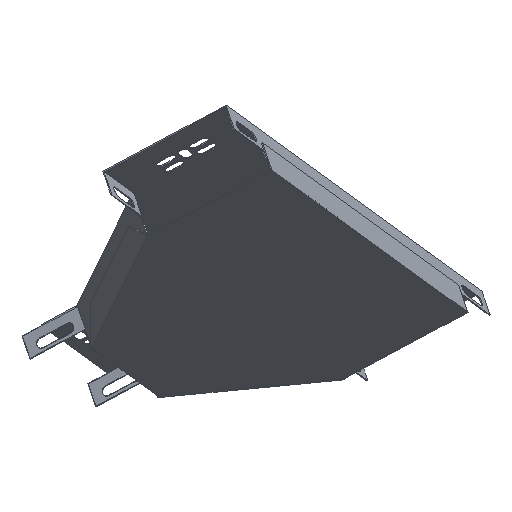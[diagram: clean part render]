
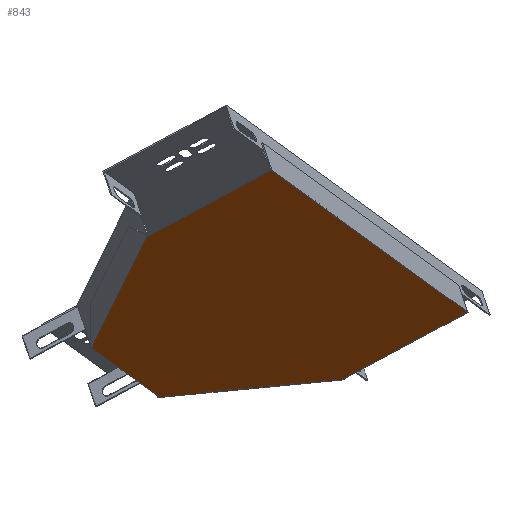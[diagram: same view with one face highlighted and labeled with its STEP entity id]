
A CAD part, front view. The second image highlights one B-rep face of the part: STEP entity #843.
In plain terms, the highlighted planar face has unit normal (0.283, -0.485, -0.827).
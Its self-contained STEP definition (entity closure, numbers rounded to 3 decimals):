
#45 = EDGE_CURVE ( 'NONE', #2972, #1159, #1222, .T. ) ;
#163 = LINE ( 'NONE', #2833, #169 ) ;
#169 = VECTOR ( 'NONE', #3033, 1000. ) ;
#170 = EDGE_CURVE ( 'NONE', #799, #3376, #895, .T. ) ;
#277 = CARTESIAN_POINT ( 'NONE',  ( 63.727, 328.741, 52.913 ) ) ;
#315 = DIRECTION ( 'NONE',  ( 0.845, -0.283, 0.455 ) ) ;
#338 = CARTESIAN_POINT ( 'NONE',  ( -66.199, 274.302, 40.434 ) ) ;
#397 = EDGE_CURVE ( 'NONE', #947, #4962, #163, .T. ) ;
#458 = CARTESIAN_POINT ( 'NONE',  ( -113.635, 191.264, 72.941 ) ) ;
#463 = DIRECTION ( 'NONE',  ( 0.276, -0.785, 0.555 ) ) ;
#763 = EDGE_CURVE ( 'NONE', #1159, #4308, #4358, .T. ) ;
#799 = VERTEX_POINT ( 'NONE', #3411 ) ;
#829 = CARTESIAN_POINT ( 'NONE',  ( -112.037, 190.915, 73.693 ) ) ;
#843 = ADVANCED_FACE ( 'NONE', ( #4201 ), #3203, .F. ) ;
#890 = VECTOR ( 'NONE', #315, 1000. ) ;
#895 = LINE ( 'NONE', #277, #890 ) ;
#931 = CARTESIAN_POINT ( 'NONE',  ( -73.611, 79.674, 152.109 ) ) ;
#932 = EDGE_CURVE ( 'NONE', #2678, #4308, #4016, .T. ) ;
#947 = VERTEX_POINT ( 'NONE', #2547 ) ;
#982 = EDGE_CURVE ( 'NONE', #2678, #3401, #3840, .T. ) ;
#999 = DIRECTION ( 'NONE',  ( 0.919, 0.385, 0.088 ) ) ;
#1067 = EDGE_CURVE ( 'NONE', #3401, #799, #3658, .T. ) ;
#1105 = EDGE_CURVE ( 'NONE', #947, #3376, #3583, .T. ) ;
#1142 = EDGE_CURVE ( 'NONE', #4587, #4962, #3493, .T. ) ;
#1159 = VERTEX_POINT ( 'NONE', #829 ) ;
#1211 = VECTOR ( 'NONE', #4225, 1000. ) ;
#1222 = LINE ( 'NONE', #4597, #1211 ) ;
#1230 = EDGE_CURVE ( 'NONE', #2972, #4587, #3323, .T. ) ;
#1281 = CARTESIAN_POINT ( 'NONE',  ( 149.529, 300.003, 99.115 ) ) ;
#1313 = CARTESIAN_POINT ( 'NONE',  ( 12.228, 50.23, 198.737 ) ) ;
#1329 = DIRECTION ( 'NONE',  ( 0.455, 0.827, -0.33 ) ) ;
#1489 = ORIENTED_EDGE ( 'NONE', *, *, #982, .T. ) ;
#1535 = DIRECTION ( 'NONE',  ( 0.276, -0.785, 0.555 ) ) ;
#1539 = CARTESIAN_POINT ( 'NONE',  ( 63.561, 329.212, 52.58 ) ) ;
#1692 = CARTESIAN_POINT ( 'NONE',  ( -74.346, 79.366, 152.038 ) ) ;
#1749 = EDGE_LOOP ( 'NONE', ( #3536, #3690, #1489, #2442, #4377, #5000, #1917, #3464, #2220, #4607 ) ) ;
#1832 = AXIS2_PLACEMENT_3D ( 'NONE', #3166, #3161, #3156 ) ;
#1917 = ORIENTED_EDGE ( 'NONE', *, *, #397, .T. ) ;
#2197 = DIRECTION ( 'NONE',  ( 0.919, 0.385, 0.088 ) ) ;
#2202 = CARTESIAN_POINT ( 'NONE',  ( -67.624, 274.966, 39.557 ) ) ;
#2220 = ORIENTED_EDGE ( 'NONE', *, *, #1230, .F. ) ;
#2442 = ORIENTED_EDGE ( 'NONE', *, *, #1067, .T. ) ;
#2500 = CARTESIAN_POINT ( 'NONE',  ( 63.341, 329.84, 52.136 ) ) ;
#2547 = CARTESIAN_POINT ( 'NONE',  ( 12.743, 51.166, 198.364 ) ) ;
#2567 = DIRECTION ( 'NONE',  ( 0.276, -0.785, 0.555 ) ) ;
#2569 = CARTESIAN_POINT ( 'NONE',  ( -66.364, 274.773, 40.101 ) ) ;
#2661 = CARTESIAN_POINT ( 'NONE',  ( -113.323, 190.376, 73.569 ) ) ;
#2678 = VERTEX_POINT ( 'NONE', #3327 ) ;
#2833 = CARTESIAN_POINT ( 'NONE',  ( 12.067, 51.393, 198. ) ) ;
#2972 = VERTEX_POINT ( 'NONE', #2661 ) ;
#3033 = DIRECTION ( 'NONE',  ( -0.845, 0.283, -0.455 ) ) ;
#3156 = DIRECTION ( 'NONE',  ( -0.455, -0.827, 0.33 ) ) ;
#3161 = DIRECTION ( 'NONE',  ( -0.283, 0.485, 0.827 ) ) ;
#3166 = CARTESIAN_POINT ( 'NONE',  ( -131.681, 246.865, 34.144 ) ) ;
#3203 = PLANE ( 'NONE',  #1832 ) ;
#3315 = VECTOR ( 'NONE', #463, 1000. ) ;
#3323 = LINE ( 'NONE', #458, #3315 ) ;
#3327 = CARTESIAN_POINT ( 'NONE',  ( -66.585, 275.401, 39.657 ) ) ;
#3375 = CARTESIAN_POINT ( 'NONE',  ( -73.06, 79.905, 152.162 ) ) ;
#3376 = VERTEX_POINT ( 'NONE', #1281 ) ;
#3401 = VERTEX_POINT ( 'NONE', #2500 ) ;
#3411 = CARTESIAN_POINT ( 'NONE',  ( 63.727, 328.741, 52.913 ) ) ;
#3464 = ORIENTED_EDGE ( 'NONE', *, *, #1142, .F. ) ;
#3493 = LINE ( 'NONE', #931, #3504 ) ;
#3504 = VECTOR ( 'NONE', #999, 1000. ) ;
#3536 = ORIENTED_EDGE ( 'NONE', *, *, #763, .T. ) ;
#3569 = VECTOR ( 'NONE', #1329, 1000. ) ;
#3583 = LINE ( 'NONE', #1313, #3569 ) ;
#3658 = LINE ( 'NONE', #1539, #3663 ) ;
#3663 = VECTOR ( 'NONE', #1535, 1000. ) ;
#3671 = CARTESIAN_POINT ( 'NONE',  ( -112.037, 190.915, 73.693 ) ) ;
#3690 = ORIENTED_EDGE ( 'NONE', *, *, #932, .F. ) ;
#3697 = DIRECTION ( 'NONE',  ( 0.455, 0.827, -0.33 ) ) ;
#3840 = LINE ( 'NONE', #2202, #3847 ) ;
#3847 = VECTOR ( 'NONE', #2197, 1000. ) ;
#4016 = LINE ( 'NONE', #2569, #4020 ) ;
#4020 = VECTOR ( 'NONE', #2567, 1000. ) ;
#4201 = FACE_OUTER_BOUND ( 'NONE', #1749, .T. ) ;
#4225 = DIRECTION ( 'NONE',  ( 0.919, 0.385, 0.088 ) ) ;
#4308 = VERTEX_POINT ( 'NONE', #338 ) ;
#4358 = LINE ( 'NONE', #3671, #4374 ) ;
#4374 = VECTOR ( 'NONE', #3697, 1000. ) ;
#4377 = ORIENTED_EDGE ( 'NONE', *, *, #170, .T. ) ;
#4587 = VERTEX_POINT ( 'NONE', #1692 ) ;
#4597 = CARTESIAN_POINT ( 'NONE',  ( -112.588, 190.684, 73.64 ) ) ;
#4607 = ORIENTED_EDGE ( 'NONE', *, *, #45, .T. ) ;
#4962 = VERTEX_POINT ( 'NONE', #3375 ) ;
#5000 = ORIENTED_EDGE ( 'NONE', *, *, #1105, .F. ) ;
